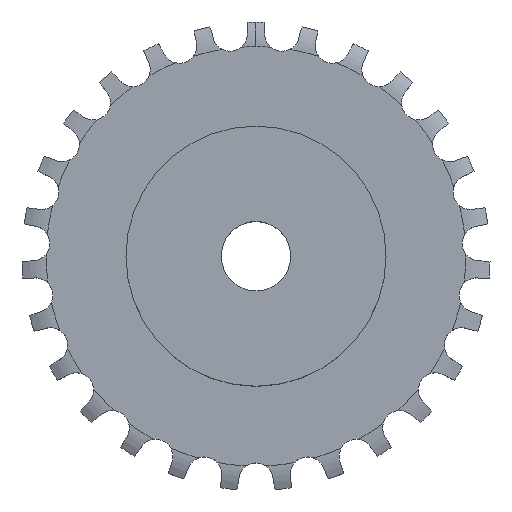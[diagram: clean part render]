
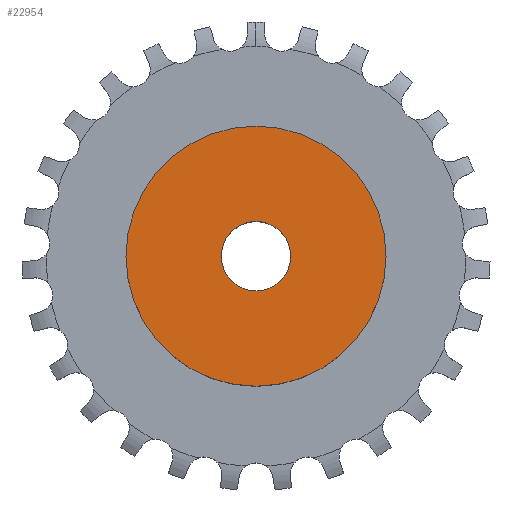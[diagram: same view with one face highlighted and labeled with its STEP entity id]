
A CAD part, top view. The second image highlights one B-rep face of the part: STEP entity #22954.
In plain terms, the highlighted planar face has unit normal (0, 0, 1).
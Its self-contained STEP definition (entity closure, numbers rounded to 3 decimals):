
#3092 = CYLINDRICAL_SURFACE('',#3093,4.);
#3093 = AXIS2_PLACEMENT_3D('',#3094,#3095,#3096);
#3094 = CARTESIAN_POINT('',(0.,0.,78.586));
#3095 = DIRECTION('',(0.,0.,1.));
#3096 = DIRECTION('',(1.,0.,-0.));
#5484 = CYLINDRICAL_SURFACE('',#5485,15.);
#5485 = AXIS2_PLACEMENT_3D('',#5486,#5487,#5488);
#5486 = CARTESIAN_POINT('',(0.,0.,0.));
#5487 = DIRECTION('',(-0.,-0.,-1.));
#5488 = DIRECTION('',(1.,0.,0.));
#18164 = EDGE_CURVE('',#18165,#18165,#18167,.T.);
#18165 = VERTEX_POINT('',#18166);
#18166 = CARTESIAN_POINT('',(4.,0.,13.7));
#18167 = SURFACE_CURVE('',#18168,(#18173,#18180),.PCURVE_S1.);
#18168 = CIRCLE('',#18169,4.);
#18169 = AXIS2_PLACEMENT_3D('',#18170,#18171,#18172);
#18170 = CARTESIAN_POINT('',(0.,0.,13.7));
#18171 = DIRECTION('',(0.,0.,1.));
#18172 = DIRECTION('',(1.,0.,-0.));
#18173 = PCURVE('',#3092,#18174);
#18174 = DEFINITIONAL_REPRESENTATION('',(#18175),#18179);
#18175 = LINE('',#18176,#18177);
#18176 = CARTESIAN_POINT('',(0.,-64.886));
#18177 = VECTOR('',#18178,1.);
#18178 = DIRECTION('',(1.,0.));
#18179 = ( GEOMETRIC_REPRESENTATION_CONTEXT(2) 
PARAMETRIC_REPRESENTATION_CONTEXT() REPRESENTATION_CONTEXT('2D SPACE',''
  ) );
#18180 = PCURVE('',#18181,#18186);
#18181 = PLANE('',#18182);
#18182 = AXIS2_PLACEMENT_3D('',#18183,#18184,#18185);
#18183 = CARTESIAN_POINT('',(0.,0.,13.7));
#18184 = DIRECTION('',(-0.,0.,1.));
#18185 = DIRECTION('',(0.,-1.,0.));
#18186 = DEFINITIONAL_REPRESENTATION('',(#18187),#18191);
#18187 = CIRCLE('',#18188,4.);
#18188 = AXIS2_PLACEMENT_2D('',#18189,#18190);
#18189 = CARTESIAN_POINT('',(0.,0.));
#18190 = DIRECTION('',(0.,1.));
#18191 = ( GEOMETRIC_REPRESENTATION_CONTEXT(2) 
PARAMETRIC_REPRESENTATION_CONTEXT() REPRESENTATION_CONTEXT('2D SPACE',''
  ) );
#21315 = VERTEX_POINT('',#21316);
#21316 = CARTESIAN_POINT('',(15.,0.,13.7));
#21337 = EDGE_CURVE('',#21315,#21315,#21338,.T.);
#21338 = SURFACE_CURVE('',#21339,(#21344,#21351),.PCURVE_S1.);
#21339 = CIRCLE('',#21340,15.);
#21340 = AXIS2_PLACEMENT_3D('',#21341,#21342,#21343);
#21341 = CARTESIAN_POINT('',(0.,0.,13.7));
#21342 = DIRECTION('',(0.,0.,1.));
#21343 = DIRECTION('',(1.,0.,0.));
#21344 = PCURVE('',#5484,#21345);
#21345 = DEFINITIONAL_REPRESENTATION('',(#21346),#21350);
#21346 = LINE('',#21347,#21348);
#21347 = CARTESIAN_POINT('',(-0.,-13.7));
#21348 = VECTOR('',#21349,1.);
#21349 = DIRECTION('',(-1.,0.));
#21350 = ( GEOMETRIC_REPRESENTATION_CONTEXT(2) 
PARAMETRIC_REPRESENTATION_CONTEXT() REPRESENTATION_CONTEXT('2D SPACE',''
  ) );
#21351 = PCURVE('',#18181,#21352);
#21352 = DEFINITIONAL_REPRESENTATION('',(#21353),#21357);
#21353 = CIRCLE('',#21354,15.);
#21354 = AXIS2_PLACEMENT_2D('',#21355,#21356);
#21355 = CARTESIAN_POINT('',(0.,0.));
#21356 = DIRECTION('',(0.,1.));
#21357 = ( GEOMETRIC_REPRESENTATION_CONTEXT(2) 
PARAMETRIC_REPRESENTATION_CONTEXT() REPRESENTATION_CONTEXT('2D SPACE',''
  ) );
#22954 = ADVANCED_FACE('',(#22955,#22958),#18181,.T.);
#22955 = FACE_BOUND('',#22956,.T.);
#22956 = EDGE_LOOP('',(#22957));
#22957 = ORIENTED_EDGE('',*,*,#21337,.T.);
#22958 = FACE_BOUND('',#22959,.T.);
#22959 = EDGE_LOOP('',(#22960));
#22960 = ORIENTED_EDGE('',*,*,#18164,.F.);
